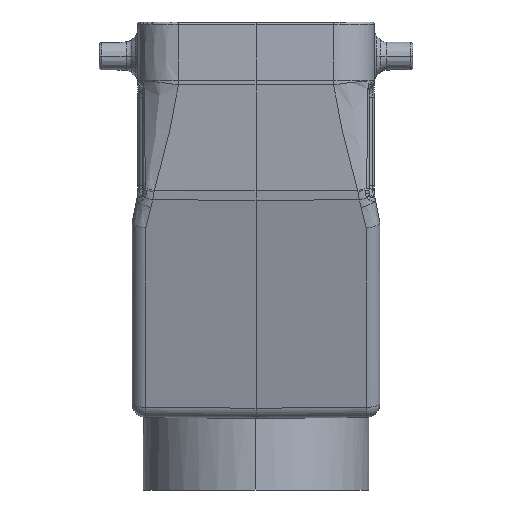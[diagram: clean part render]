
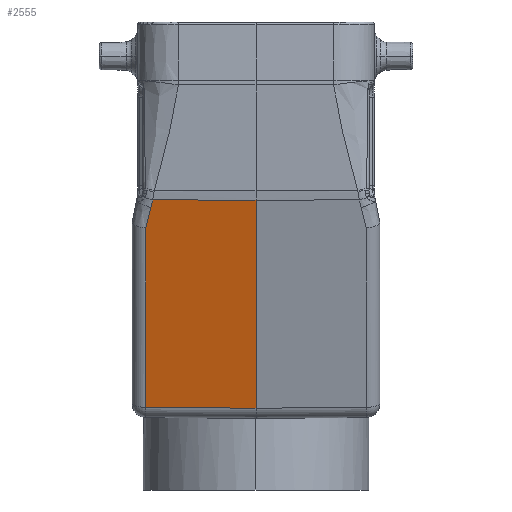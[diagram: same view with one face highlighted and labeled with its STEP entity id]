
A CAD part, left-side view. The second image highlights one B-rep face of the part: STEP entity #2555.
In plain terms, the highlighted planar face has unit normal (-0.966, 0.009, -0.259).
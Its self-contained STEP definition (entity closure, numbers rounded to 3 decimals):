
#826=B_SPLINE_CURVE_WITH_KNOTS('',3,(#25028,#25029,#25030,#25031),
 .UNSPECIFIED.,.F.,.F.,(4,4),(0.,1.),.UNSPECIFIED.);
#827=B_SPLINE_CURVE_WITH_KNOTS('',3,(#25069,#25070,#25071,#25072,#25073,
#25074),.UNSPECIFIED.,.F.,.F.,(4,1,1,4),(0.,0.333,0.667,
1.),.UNSPECIFIED.);
#904=B_SPLINE_CURVE_WITH_KNOTS('',3,(#26283,#26284,#26285,#26286),
 .UNSPECIFIED.,.F.,.F.,(4,4),(0.,1.),.UNSPECIFIED.);
#2555=ADVANCED_FACE('',(#3548),#2876,.T.);
#2876=PLANE('',#13775);
#3548=FACE_OUTER_BOUND('',#4322,.T.);
#4322=EDGE_LOOP('',(#7648,#7649,#7650,#7651,#7652,#7653));
#7648=ORIENTED_EDGE('',*,*,#10764,.T.);
#7649=ORIENTED_EDGE('',*,*,#10753,.T.);
#7650=ORIENTED_EDGE('',*,*,#10751,.T.);
#7651=ORIENTED_EDGE('',*,*,#10911,.T.);
#7652=ORIENTED_EDGE('',*,*,#10915,.F.);
#7653=ORIENTED_EDGE('',*,*,#10917,.T.);
#8987=VERTEX_POINT('',#25027);
#8988=VERTEX_POINT('',#25032);
#8989=VERTEX_POINT('',#25075);
#8993=VERTEX_POINT('',#25288);
#9076=VERTEX_POINT('',#26287);
#9077=VERTEX_POINT('',#26296);
#10751=EDGE_CURVE('',#8988,#8987,#826,.T.);
#10753=EDGE_CURVE('',#8989,#8988,#827,.T.);
#10764=EDGE_CURVE('',#8993,#8989,#11820,.T.);
#10911=EDGE_CURVE('',#8987,#9076,#904,.T.);
#10915=EDGE_CURVE('',#9077,#9076,#11851,.T.);
#10917=EDGE_CURVE('',#9077,#8993,#11853,.T.);
#11820=LINE('',#25287,#12662);
#11851=LINE('',#26298,#12693);
#11853=LINE('',#26301,#12695);
#12662=VECTOR('',#16334,1.);
#12693=VECTOR('',#16575,1.);
#12695=VECTOR('',#16579,1.);
#13775=AXIS2_PLACEMENT_3D('',#26302,#16580,#16581);
#16334=DIRECTION('',(0.009,1.,0.002));
#16575=DIRECTION('',(0.007,1.,0.009));
#16579=DIRECTION('',(-0.259,0.,0.966));
#16580=DIRECTION('',(-0.966,0.009,-0.259));
#16581=DIRECTION('',(-0.259,0.,0.966));
#25027=CARTESIAN_POINT('',(-33.046,20.022,-37.394));
#25028=CARTESIAN_POINT('',(-34.05,19.116,-33.678));
#25029=CARTESIAN_POINT('',(-33.723,19.483,-34.885));
#25030=CARTESIAN_POINT('',(-33.389,19.785,-36.124));
#25031=CARTESIAN_POINT('',(-33.046,20.022,-37.394));
#25032=CARTESIAN_POINT('',(-34.05,19.116,-33.678));
#25069=CARTESIAN_POINT('',(-34.418,18.767,-32.316));
#25070=CARTESIAN_POINT('',(-34.382,18.803,-32.452));
#25071=CARTESIAN_POINT('',(-34.305,18.872,-32.734));
#25072=CARTESIAN_POINT('',(-34.178,18.983,-33.207));
#25073=CARTESIAN_POINT('',(-34.093,19.067,-33.52));
#25074=CARTESIAN_POINT('',(-34.05,19.116,-33.678));
#25075=CARTESIAN_POINT('',(-34.418,18.767,-32.316));
#25287=CARTESIAN_POINT('',(-34.58,0.,-32.345));
#25288=CARTESIAN_POINT('',(-34.58,0.,-32.345));
#26283=CARTESIAN_POINT('',(-33.046,20.022,-37.394));
#26284=CARTESIAN_POINT('',(-30.136,20.022,-48.254));
#26285=CARTESIAN_POINT('',(-27.227,20.022,-59.113));
#26286=CARTESIAN_POINT('',(-24.317,20.022,-69.972));
#26287=CARTESIAN_POINT('',(-24.317,20.022,-69.972));
#26296=CARTESIAN_POINT('',(-24.451,0.,-70.147));
#26298=CARTESIAN_POINT('',(-24.451,0.,-70.147));
#26301=CARTESIAN_POINT('',(-24.451,0.,-70.147));
#26302=CARTESIAN_POINT('',(-23.955,0.,-72.));
